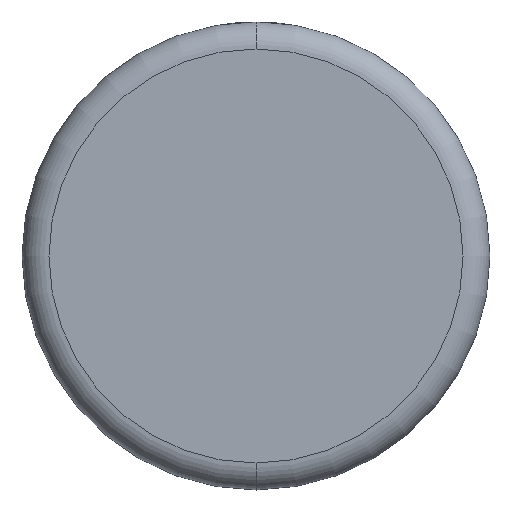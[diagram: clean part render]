
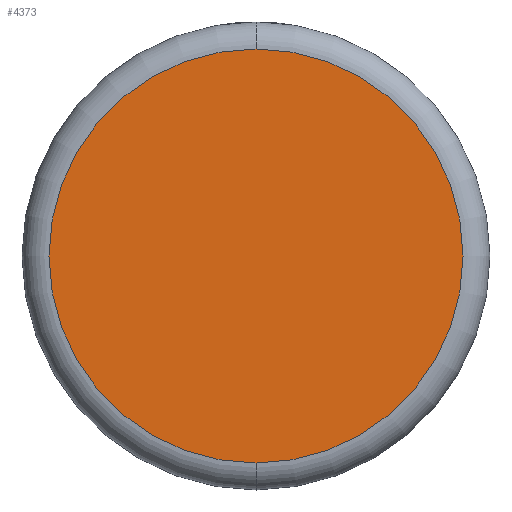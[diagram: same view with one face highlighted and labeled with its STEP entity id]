
A CAD part, front view. The second image highlights one B-rep face of the part: STEP entity #4373.
In plain terms, the highlighted planar face has unit normal (0, -1, 0).
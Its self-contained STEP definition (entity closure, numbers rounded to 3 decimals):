
#92 = EDGE_LOOP ( 'NONE', ( #759, #831 ) ) ;
#506 = DIRECTION ( 'NONE',  ( 0., 1., 0. ) ) ;
#538 = DIRECTION ( 'NONE',  ( 0., 0., 1. ) ) ;
#759 = ORIENTED_EDGE ( 'NONE', *, *, #1650, .T. ) ;
#831 = ORIENTED_EDGE ( 'NONE', *, *, #2350, .T. ) ;
#950 = AXIS2_PLACEMENT_3D ( 'NONE', #2064, #2827, #1021 ) ;
#1021 = DIRECTION ( 'NONE',  ( 0., 0., 1. ) ) ;
#1191 = VERTEX_POINT ( 'NONE', #2551 ) ;
#1194 = VERTEX_POINT ( 'NONE', #1424 ) ;
#1237 = DIRECTION ( 'NONE',  ( 0., -1., 0. ) ) ;
#1355 = FACE_OUTER_BOUND ( 'NONE', #92, .T. ) ;
#1424 = CARTESIAN_POINT ( 'NONE',  ( 0., 0., -15.926 ) ) ;
#1507 = PLANE ( 'NONE',  #1682 ) ;
#1650 = EDGE_CURVE ( 'NONE', #1191, #1194, #3468, .T. ) ;
#1682 = AXIS2_PLACEMENT_3D ( 'NONE', #4133, #506, #538 ) ;
#2064 = CARTESIAN_POINT ( 'NONE',  ( 0., 0., 0. ) ) ;
#2276 = CIRCLE ( 'NONE', #950, 15.926 ) ;
#2333 = CARTESIAN_POINT ( 'NONE',  ( 0., 0., 0. ) ) ;
#2350 = EDGE_CURVE ( 'NONE', #1194, #1191, #2276, .T. ) ;
#2551 = CARTESIAN_POINT ( 'NONE',  ( 0., 0., 15.926 ) ) ;
#2827 = DIRECTION ( 'NONE',  ( 0., -1., 0. ) ) ;
#3468 = CIRCLE ( 'NONE', #3918, 15.926 ) ;
#3762 = DIRECTION ( 'NONE',  ( 0., 0., 1. ) ) ;
#3918 = AXIS2_PLACEMENT_3D ( 'NONE', #2333, #1237, #3762 ) ;
#4133 = CARTESIAN_POINT ( 'NONE',  ( 0., 0., 0. ) ) ;
#4373 = ADVANCED_FACE ( 'NONE', ( #1355 ), #1507, .F. ) ;
